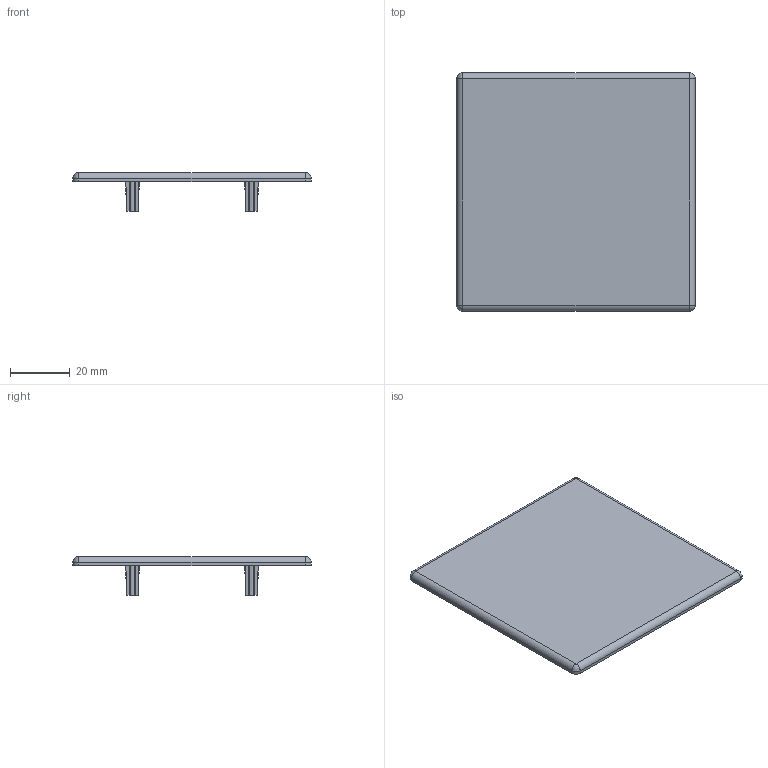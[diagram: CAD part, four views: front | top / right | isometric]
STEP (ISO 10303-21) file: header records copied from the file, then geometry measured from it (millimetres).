
FILE_DESCRIPTION(/* description */ ('TAPPO 80x80 NERO GOLA 45'),/* implementation_level */ '2;1');
FILE_NAME(/* name */ 'DTPTR0000070.stp',/* time_stamp */ '2018-11-08T10:39:22+01:00',/* author */ ('fzagni'),/* organization */ (''),/* preprocessor_version */ 'ST-DEVELOPER v16.1',/* originating_system */ 'Autodesk Inventor 2016',/* authorisation */ '');
FILE_SCHEMA (('AUTOMOTIVE_DESIGN { 1 0 10303 214 3 1 1 }'));
Length unit declared in the file: millimetre
Products named in the file (1): 952510036197
Bounding box: 80 x 80 x 13 mm (x, y, z)
Volume: 10448.8 mm3; surface area: 14653.5 mm2
Topology: 1 solids, 1 shells, 91 faces, 244 edges, 156 vertices
Faces by surface type: plane 47, cylinder 24, cone 16, bspline 4
Entity records: 3102 total; most frequent: CARTESIAN_POINT 856, ORIENTED_EDGE 480, DIRECTION 464, EDGE_CURVE 240, AXIS2_PLACEMENT_3D 168, VERTEX_POINT 156, LINE 128, VECTOR 128
